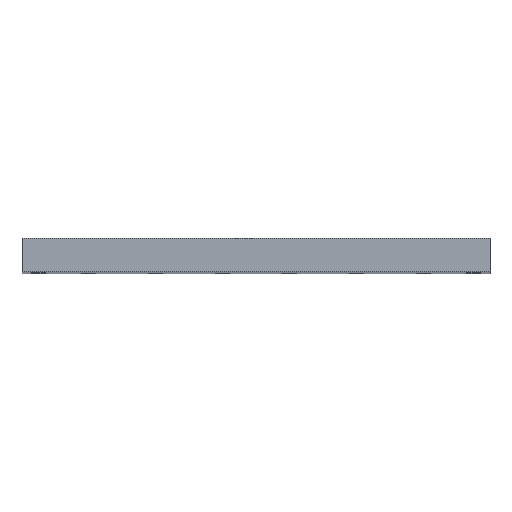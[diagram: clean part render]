
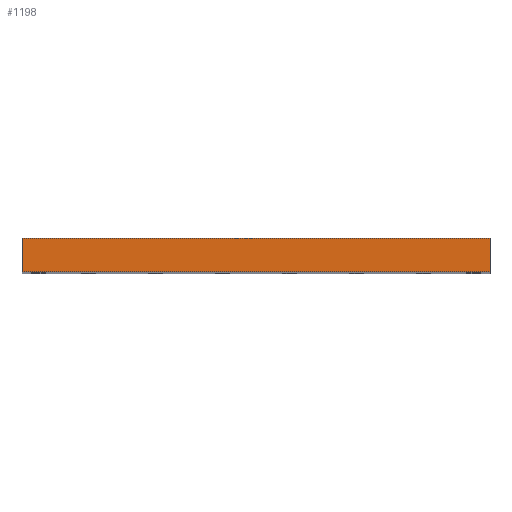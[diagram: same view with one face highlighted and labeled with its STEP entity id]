
A CAD part, top view. The second image highlights one B-rep face of the part: STEP entity #1198.
In plain terms, the highlighted planar face has unit normal (0, 0, 1).
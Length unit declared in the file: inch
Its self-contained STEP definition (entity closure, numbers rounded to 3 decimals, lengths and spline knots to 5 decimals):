
#10 = CARTESIAN_POINT ( 'NONE',  ( 10.5, 0.75, 42. ) ) ;
#14 = VECTOR ( 'NONE', #408, 39.37008 ) ;
#322 = VERTEX_POINT ( 'NONE', #10 ) ;
#408 = DIRECTION ( 'NONE',  ( 0., 1., 0. ) ) ;
#484 = EDGE_CURVE ( 'NONE', #4048, #1346, #2563, .T. ) ;
#547 = DIRECTION ( 'NONE',  ( 0., -1., 0. ) ) ;
#579 = CARTESIAN_POINT ( 'NONE',  ( -10.5, -0.75, 42. ) ) ;
#647 = FACE_OUTER_BOUND ( 'NONE', #4648, .T. ) ;
#685 = ORIENTED_EDGE ( 'NONE', *, *, #1876, .T. ) ;
#879 = ORIENTED_EDGE ( 'NONE', *, *, #484, .T. ) ;
#1198 = ADVANCED_FACE ( 'NONE', ( #647 ), #3912, .T. ) ;
#1346 = VERTEX_POINT ( 'NONE', #2846 ) ;
#1736 = DIRECTION ( 'NONE',  ( 1., 0., 0. ) ) ;
#1876 = EDGE_CURVE ( 'NONE', #1346, #322, #2070, .T. ) ;
#1970 = CARTESIAN_POINT ( 'NONE',  ( -10.5, 0.75, 42. ) ) ;
#2034 = CARTESIAN_POINT ( 'NONE',  ( 0., 0., 42. ) ) ;
#2061 = VECTOR ( 'NONE', #2842, 39.37008 ) ;
#2070 = LINE ( 'NONE', #4223, #14 ) ;
#2449 = VECTOR ( 'NONE', #1736, 39.37008 ) ;
#2497 = CARTESIAN_POINT ( 'NONE',  ( 10.5, -0.75, 42. ) ) ;
#2563 = LINE ( 'NONE', #2497, #2449 ) ;
#2685 = EDGE_CURVE ( 'NONE', #3827, #4048, #2905, .T. ) ;
#2786 = VECTOR ( 'NONE', #547, 39.37008 ) ;
#2842 = DIRECTION ( 'NONE',  ( -1., 0., 0. ) ) ;
#2846 = CARTESIAN_POINT ( 'NONE',  ( 10.5, -0.75, 42. ) ) ;
#2905 = LINE ( 'NONE', #4733, #2786 ) ;
#3189 = CARTESIAN_POINT ( 'NONE',  ( 10.5, 0.75, 42. ) ) ;
#3334 = AXIS2_PLACEMENT_3D ( 'NONE', #2034, #3549, #3503 ) ;
#3503 = DIRECTION ( 'NONE',  ( 1., 0., 0. ) ) ;
#3549 = DIRECTION ( 'NONE',  ( 0., 0., 1. ) ) ;
#3827 = VERTEX_POINT ( 'NONE', #1970 ) ;
#3912 = PLANE ( 'NONE',  #3334 ) ;
#4045 = ORIENTED_EDGE ( 'NONE', *, *, #4850, .T. ) ;
#4048 = VERTEX_POINT ( 'NONE', #579 ) ;
#4223 = CARTESIAN_POINT ( 'NONE',  ( 10.5, -0.75, 42. ) ) ;
#4440 = ORIENTED_EDGE ( 'NONE', *, *, #2685, .T. ) ;
#4511 = LINE ( 'NONE', #3189, #2061 ) ;
#4648 = EDGE_LOOP ( 'NONE', ( #4440, #879, #685, #4045 ) ) ;
#4733 = CARTESIAN_POINT ( 'NONE',  ( -10.5, -0.75, 42. ) ) ;
#4850 = EDGE_CURVE ( 'NONE', #322, #3827, #4511, .T. ) ;
